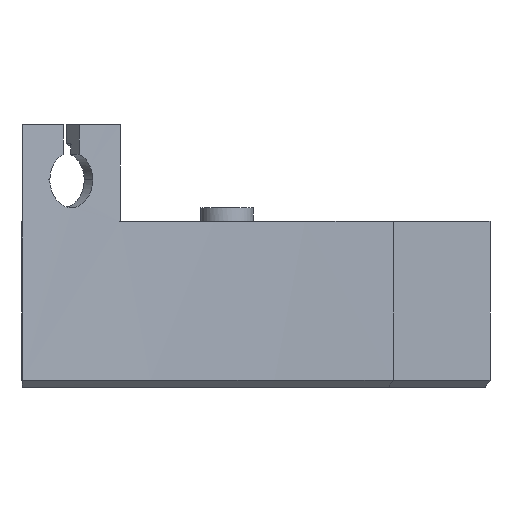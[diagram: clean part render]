
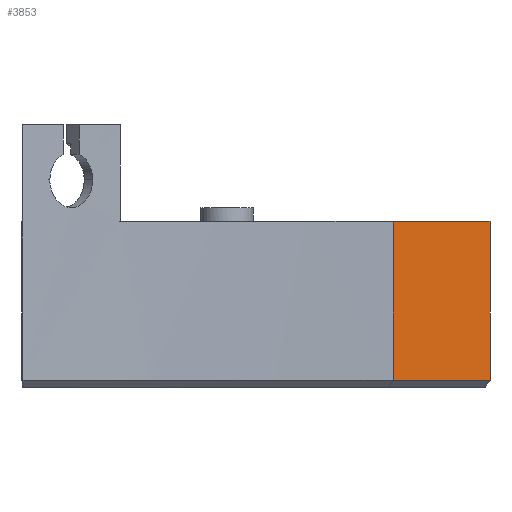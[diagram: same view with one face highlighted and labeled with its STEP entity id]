
A CAD part, front view. The second image highlights one B-rep face of the part: STEP entity #3853.
In plain terms, the highlighted planar face has unit normal (0.714, -0.7, 0).
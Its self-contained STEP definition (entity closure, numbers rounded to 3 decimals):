
#52 = VECTOR ( 'NONE', #1227, 1000. ) ;
#166 = LINE ( 'NONE', #167, #1881 ) ;
#167 = CARTESIAN_POINT ( 'NONE',  ( 53.711, 48.821, 1. ) ) ;
#168 = DIRECTION ( 'NONE',  ( 0.7, 0.714, 0. ) ) ;
#487 = CARTESIAN_POINT ( 'NONE',  ( 53.711, 48.821, 1. ) ) ;
#490 = CARTESIAN_POINT ( 'NONE',  ( 53.711, 48.821, 24. ) ) ;
#514 = CARTESIAN_POINT ( 'NONE',  ( 67.711, 63.105, 24. ) ) ;
#543 = CARTESIAN_POINT ( 'NONE',  ( 67.711, 63.105, 1. ) ) ;
#760 = LINE ( 'NONE', #761, #4070 ) ;
#761 = CARTESIAN_POINT ( 'NONE',  ( 53.711, 48.821, 24. ) ) ;
#762 = DIRECTION ( 'NONE',  ( 0.7, 0.714, 0. ) ) ;
#1149 = CARTESIAN_POINT ( 'NONE',  ( 67.711, 63.105, 62.997 ) ) ;
#1156 = LINE ( 'NONE', #1149, #4048 ) ;
#1160 = DIRECTION ( 'NONE',  ( 0., 0., -1. ) ) ;
#1224 = LINE ( 'NONE', #1226, #52 ) ;
#1226 = CARTESIAN_POINT ( 'NONE',  ( 53.711, 48.821, 3. ) ) ;
#1227 = DIRECTION ( 'NONE',  ( 0., 0., -1. ) ) ;
#1471 = VERTEX_POINT ( 'NONE', #487 ) ;
#1474 = VERTEX_POINT ( 'NONE', #490 ) ;
#1498 = VERTEX_POINT ( 'NONE', #514 ) ;
#1527 = VERTEX_POINT ( 'NONE', #543 ) ;
#1581 = EDGE_LOOP ( 'NONE', ( #3535, #3536, #3537, #3538 ) ) ;
#1881 = VECTOR ( 'NONE', #168, 1000. ) ;
#2026 = EDGE_CURVE ( 'NONE', #1498, #1527, #1156, .T. ) ;
#2191 = PLANE ( 'NONE',  #4032 ) ;
#2193 = CARTESIAN_POINT ( 'NONE',  ( 53.711, 48.821, 62.997 ) ) ;
#2197 = FACE_OUTER_BOUND ( 'NONE', #1581, .T. ) ;
#2199 = DIRECTION ( 'NONE',  ( -0.714, 0.7, 0. ) ) ;
#2200 = DIRECTION ( 'NONE',  ( -0.7, -0.714, 0. ) ) ;
#2961 = EDGE_CURVE ( 'NONE', #1474, #1471, #1224, .T. ) ;
#3388 = EDGE_CURVE ( 'NONE', #1474, #1498, #760, .T. ) ;
#3461 = EDGE_CURVE ( 'NONE', #1471, #1527, #166, .T. ) ;
#3535 = ORIENTED_EDGE ( 'NONE', *, *, #2961, .T. ) ;
#3536 = ORIENTED_EDGE ( 'NONE', *, *, #3461, .T. ) ;
#3537 = ORIENTED_EDGE ( 'NONE', *, *, #2026, .F. ) ;
#3538 = ORIENTED_EDGE ( 'NONE', *, *, #3388, .F. ) ;
#3853 = ADVANCED_FACE ( 'NONE', ( #2197 ), #2191, .F. ) ;
#4032 = AXIS2_PLACEMENT_3D ( 'NONE', #2193, #2199, #2200 ) ;
#4048 = VECTOR ( 'NONE', #1160, 1000. ) ;
#4070 = VECTOR ( 'NONE', #762, 1000. ) ;
